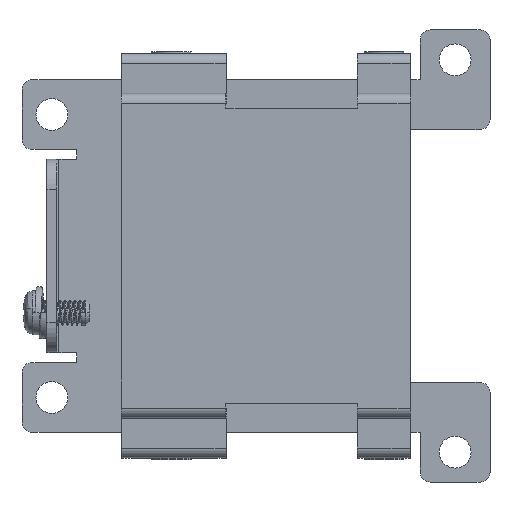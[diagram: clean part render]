
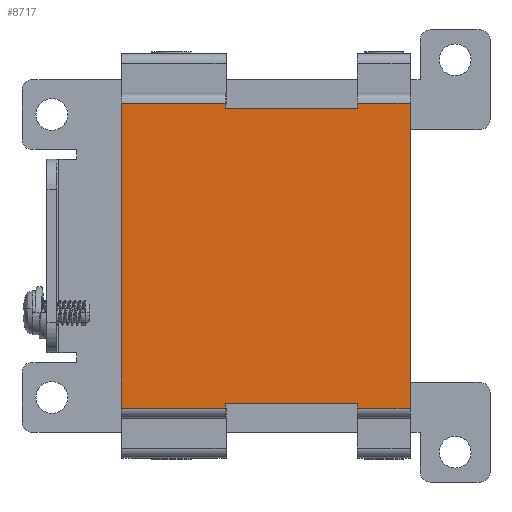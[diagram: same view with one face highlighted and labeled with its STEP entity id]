
A CAD part, top view. The second image highlights one B-rep face of the part: STEP entity #8717.
In plain terms, the highlighted face is planar.
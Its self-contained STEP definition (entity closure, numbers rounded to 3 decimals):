
#10 = VECTOR ( 'NONE', #7216, 1000. ) ;
#353 = VECTOR ( 'NONE', #11314, 1000. ) ;
#354 = DIRECTION ( 'NONE',  ( 0., 0., 1. ) ) ;
#458 = VERTEX_POINT ( 'NONE', #11738 ) ;
#556 = DIRECTION ( 'NONE',  ( 0., 0., 1. ) ) ;
#558 = EDGE_LOOP ( 'NONE', ( #12337, #10539, #3197, #13109, #782, #4041, #1766, #1110, #13304, #2533, #3905, #13497 ) ) ;
#697 = LINE ( 'NONE', #3729, #3258 ) ;
#782 = ORIENTED_EDGE ( 'NONE', *, *, #7783, .F. ) ;
#1110 = ORIENTED_EDGE ( 'NONE', *, *, #10723, .F. ) ;
#1392 = CARTESIAN_POINT ( 'NONE',  ( -23.7, 16., 15.3 ) ) ;
#1587 = VECTOR ( 'NONE', #354, 1000. ) ;
#1639 = CARTESIAN_POINT ( 'NONE',  ( -29., 16., 15.3 ) ) ;
#1766 = ORIENTED_EDGE ( 'NONE', *, *, #13026, .F. ) ;
#1941 = DIRECTION ( 'NONE',  ( 0., 0., -1. ) ) ;
#2067 = VERTEX_POINT ( 'NONE', #2331 ) ;
#2151 = CARTESIAN_POINT ( 'NONE',  ( 0., 16., 15.3 ) ) ;
#2331 = CARTESIAN_POINT ( 'NONE',  ( -10.5, 16., 14.8 ) ) ;
#2533 = ORIENTED_EDGE ( 'NONE', *, *, #12705, .T. ) ;
#2685 = DIRECTION ( 'NONE',  ( 0., 0., 1. ) ) ;
#2802 = DIRECTION ( 'NONE',  ( 1., 0., 0. ) ) ;
#2993 = VERTEX_POINT ( 'NONE', #1639 ) ;
#3197 = ORIENTED_EDGE ( 'NONE', *, *, #4935, .F. ) ;
#3258 = VECTOR ( 'NONE', #8215, 1000. ) ;
#3480 = VECTOR ( 'NONE', #556, 1000. ) ;
#3491 = EDGE_CURVE ( 'NONE', #4013, #3694, #9448, .T. ) ;
#3652 = CARTESIAN_POINT ( 'NONE',  ( -29., 16., 15.3 ) ) ;
#3694 = VERTEX_POINT ( 'NONE', #8882 ) ;
#3729 = CARTESIAN_POINT ( 'NONE',  ( -29., 16., -15.3 ) ) ;
#3905 = ORIENTED_EDGE ( 'NONE', *, *, #8023, .T. ) ;
#3926 = VECTOR ( 'NONE', #11083, 1000. ) ;
#4013 = VERTEX_POINT ( 'NONE', #6233 ) ;
#4041 = ORIENTED_EDGE ( 'NONE', *, *, #3491, .T. ) ;
#4056 = CARTESIAN_POINT ( 'NONE',  ( -29., 16., -15.3 ) ) ;
#4058 = VERTEX_POINT ( 'NONE', #4316 ) ;
#4316 = CARTESIAN_POINT ( 'NONE',  ( -23.7, 16., -14.8 ) ) ;
#4578 = CARTESIAN_POINT ( 'NONE',  ( -10.5, 16., 15.3 ) ) ;
#4935 = EDGE_CURVE ( 'NONE', #6851, #2067, #7350, .T. ) ;
#4971 = LINE ( 'NONE', #11450, #9477 ) ;
#4995 = CARTESIAN_POINT ( 'NONE',  ( -23.7, 16., 14.8 ) ) ;
#5754 = LINE ( 'NONE', #7830, #3926 ) ;
#5910 = DIRECTION ( 'NONE',  ( -1., 0., 0. ) ) ;
#6068 = EDGE_CURVE ( 'NONE', #2993, #13315, #9389, .T. ) ;
#6150 = VERTEX_POINT ( 'NONE', #12788 ) ;
#6233 = CARTESIAN_POINT ( 'NONE',  ( 0., 16., -15.3 ) ) ;
#6515 = DIRECTION ( 'NONE',  ( 0., 0., 1. ) ) ;
#6646 = VECTOR ( 'NONE', #5910, 1000. ) ;
#6761 = LINE ( 'NONE', #1392, #1587 ) ;
#6805 = EDGE_CURVE ( 'NONE', #6150, #4058, #6761, .T. ) ;
#6851 = VERTEX_POINT ( 'NONE', #4578 ) ;
#7026 = CARTESIAN_POINT ( 'NONE',  ( -23.7, 16., 14.8 ) ) ;
#7060 = CARTESIAN_POINT ( 'NONE',  ( -29., 16., 15.3 ) ) ;
#7135 = DIRECTION ( 'NONE',  ( 0., 1., 0. ) ) ;
#7153 = CARTESIAN_POINT ( 'NONE',  ( -10.5, 16., 15.3 ) ) ;
#7216 = DIRECTION ( 'NONE',  ( -1., 0., 0. ) ) ;
#7268 = VERTEX_POINT ( 'NONE', #2151 ) ;
#7350 = LINE ( 'NONE', #8402, #8058 ) ;
#7783 = EDGE_CURVE ( 'NONE', #4013, #7268, #4971, .T. ) ;
#7830 = CARTESIAN_POINT ( 'NONE',  ( -29., 16., -14.8 ) ) ;
#8023 = EDGE_CURVE ( 'NONE', #458, #2993, #13298, .T. ) ;
#8029 = PLANE ( 'NONE',  #8144 ) ;
#8030 = VERTEX_POINT ( 'NONE', #7026 ) ;
#8058 = VECTOR ( 'NONE', #1941, 1000. ) ;
#8144 = AXIS2_PLACEMENT_3D ( 'NONE', #7060, #7135, #2685 ) ;
#8215 = DIRECTION ( 'NONE',  ( -1., 0., 0. ) ) ;
#8279 = CARTESIAN_POINT ( 'NONE',  ( -29., 16., 15.3 ) ) ;
#8402 = CARTESIAN_POINT ( 'NONE',  ( -10.5, 16., 14.8 ) ) ;
#8450 = CARTESIAN_POINT ( 'NONE',  ( -10.5, 16., -14.8 ) ) ;
#8577 = VECTOR ( 'NONE', #9122, 1000. ) ;
#8717 = ADVANCED_FACE ( 'NONE', ( #9291 ), #8029, .T. ) ;
#8850 = VECTOR ( 'NONE', #2802, 1000. ) ;
#8882 = CARTESIAN_POINT ( 'NONE',  ( -10.5, 16., -15.3 ) ) ;
#8967 = VERTEX_POINT ( 'NONE', #8450 ) ;
#9122 = DIRECTION ( 'NONE',  ( 0., 0., 1. ) ) ;
#9291 = FACE_OUTER_BOUND ( 'NONE', #558, .T. ) ;
#9389 = LINE ( 'NONE', #13705, #12608 ) ;
#9448 = LINE ( 'NONE', #4056, #10 ) ;
#9477 = VECTOR ( 'NONE', #6515, 1000. ) ;
#10127 = LINE ( 'NONE', #4995, #3480 ) ;
#10179 = LINE ( 'NONE', #12446, #6646 ) ;
#10539 = ORIENTED_EDGE ( 'NONE', *, *, #12894, .F. ) ;
#10723 = EDGE_CURVE ( 'NONE', #4058, #8967, #5754, .T. ) ;
#11083 = DIRECTION ( 'NONE',  ( 1., 0., 0. ) ) ;
#11173 = EDGE_CURVE ( 'NONE', #8030, #13315, #10127, .T. ) ;
#11254 = DIRECTION ( 'NONE',  ( 1., 0., 0. ) ) ;
#11314 = DIRECTION ( 'NONE',  ( 0., 0., -1. ) ) ;
#11450 = CARTESIAN_POINT ( 'NONE',  ( 0., 16., 15.3 ) ) ;
#11459 = LINE ( 'NONE', #7153, #353 ) ;
#11738 = CARTESIAN_POINT ( 'NONE',  ( -29., 16., -15.3 ) ) ;
#11951 = CARTESIAN_POINT ( 'NONE',  ( -23.7, 16., 15.3 ) ) ;
#12328 = LINE ( 'NONE', #8279, #8850 ) ;
#12337 = ORIENTED_EDGE ( 'NONE', *, *, #11173, .F. ) ;
#12446 = CARTESIAN_POINT ( 'NONE',  ( -23.7, 16., 14.8 ) ) ;
#12543 = EDGE_CURVE ( 'NONE', #6851, #7268, #12328, .T. ) ;
#12608 = VECTOR ( 'NONE', #11254, 1000. ) ;
#12705 = EDGE_CURVE ( 'NONE', #6150, #458, #697, .T. ) ;
#12788 = CARTESIAN_POINT ( 'NONE',  ( -23.7, 16., -15.3 ) ) ;
#12894 = EDGE_CURVE ( 'NONE', #2067, #8030, #10179, .T. ) ;
#13026 = EDGE_CURVE ( 'NONE', #8967, #3694, #11459, .T. ) ;
#13109 = ORIENTED_EDGE ( 'NONE', *, *, #12543, .T. ) ;
#13298 = LINE ( 'NONE', #3652, #8577 ) ;
#13304 = ORIENTED_EDGE ( 'NONE', *, *, #6805, .F. ) ;
#13315 = VERTEX_POINT ( 'NONE', #11951 ) ;
#13497 = ORIENTED_EDGE ( 'NONE', *, *, #6068, .T. ) ;
#13705 = CARTESIAN_POINT ( 'NONE',  ( -29., 16., 15.3 ) ) ;
